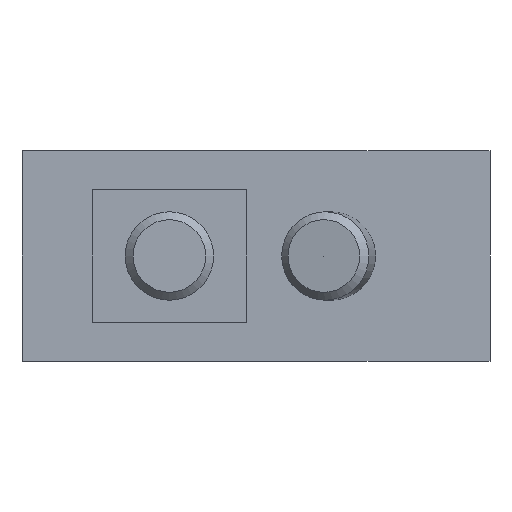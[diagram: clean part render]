
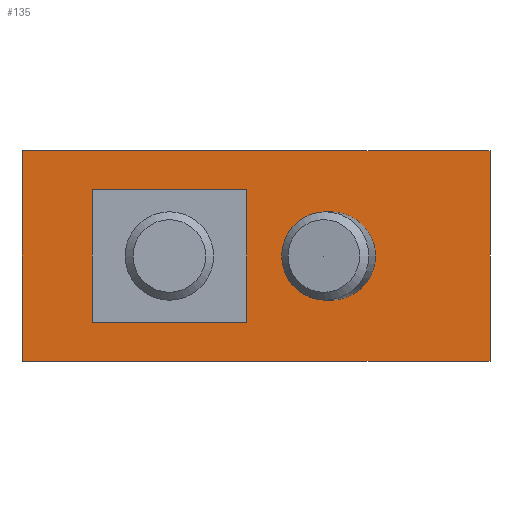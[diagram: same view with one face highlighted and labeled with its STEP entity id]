
A CAD part, front view. The second image highlights one B-rep face of the part: STEP entity #135.
In plain terms, the highlighted planar face has unit normal (0, -1, 0).
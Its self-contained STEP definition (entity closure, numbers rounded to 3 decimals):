
#135 = ADVANCED_FACE( '', ( #321, #322, #323 ), #324, .F. );
#321 = FACE_BOUND( '', #573, .T. );
#322 = FACE_BOUND( '', #574, .T. );
#323 = FACE_OUTER_BOUND( '', #575, .T. );
#324 = PLANE( '', #576 );
#573 = EDGE_LOOP( '', ( #917 ) );
#574 = EDGE_LOOP( '', ( #918, #919, #920, #921 ) );
#575 = EDGE_LOOP( '', ( #922, #923, #924, #925 ) );
#576 = AXIS2_PLACEMENT_3D( '', #926, #927, #928 );
#917 = ORIENTED_EDGE( '', *, *, #1498, .F. );
#918 = ORIENTED_EDGE( '', *, *, #1499, .F. );
#919 = ORIENTED_EDGE( '', *, *, #1422, .T. );
#920 = ORIENTED_EDGE( '', *, *, #1483, .F. );
#921 = ORIENTED_EDGE( '', *, *, #1500, .F. );
#922 = ORIENTED_EDGE( '', *, *, #1501, .T. );
#923 = ORIENTED_EDGE( '', *, *, #1502, .F. );
#924 = ORIENTED_EDGE( '', *, *, #1433, .F. );
#925 = ORIENTED_EDGE( '', *, *, #1503, .T. );
#926 = CARTESIAN_POINT( '', ( -20., 0., 14.25 ) );
#927 = DIRECTION( '', ( 0., 1., 0. ) );
#928 = DIRECTION( '', ( 0., 0., 1. ) );
#1422 = EDGE_CURVE( '', #1680, #1681, #1682, .T. );
#1433 = EDGE_CURVE( '', #1700, #1702, #1703, .T. );
#1483 = EDGE_CURVE( '', #1782, #1681, #1784, .T. );
#1498 = EDGE_CURVE( '', #1809, #1809, #1810, .F. );
#1499 = EDGE_CURVE( '', #1680, #1811, #1812, .T. );
#1500 = EDGE_CURVE( '', #1811, #1782, #1813, .T. );
#1501 = EDGE_CURVE( '', #1814, #1815, #1816, .T. );
#1502 = EDGE_CURVE( '', #1702, #1815, #1817, .T. );
#1503 = EDGE_CURVE( '', #1700, #1814, #1818, .T. );
#1680 = VERTEX_POINT( '', #2045 );
#1681 = VERTEX_POINT( '', #2046 );
#1682 = LINE( '', #2047, #2048 );
#1700 = VERTEX_POINT( '', #2074 );
#1702 = VERTEX_POINT( '', #2077 );
#1703 = LINE( '', #2078, #2079 );
#1782 = VERTEX_POINT( '', #2193 );
#1784 = LINE( '', #2196, #2197 );
#1809 = VERTEX_POINT( '', #2233 );
#1810 = ELLIPSE( '', #2234, 6.093, 6. );
#1811 = VERTEX_POINT( '', #2235 );
#1812 = LINE( '', #2236, #2237 );
#1813 = LINE( '', #2238, #2239 );
#1814 = VERTEX_POINT( '', #2240 );
#1815 = VERTEX_POINT( '', #2241 );
#1816 = LINE( '', #2242, #2243 );
#1817 = LINE( '', #2244, #2245 );
#1818 = LINE( '', #2246, #2247 );
#2045 = CARTESIAN_POINT( '', ( 10.5, 0., 6. ) );
#2046 = CARTESIAN_POINT( '', ( 10.5, 0., -6. ) );
#2047 = CARTESIAN_POINT( '', ( 10.5, 0., 14.25 ) );
#2048 = VECTOR( '', #2618, 1000. );
#2074 = CARTESIAN_POINT( '', ( -20., 0., 14.25 ) );
#2077 = CARTESIAN_POINT( '', ( 43.5, 0., 14.25 ) );
#2078 = CARTESIAN_POINT( '', ( -20., 0., 14.25 ) );
#2079 = VECTOR( '', #2628, 1000. );
#2193 = CARTESIAN_POINT( '', ( -10.5, 0., -6. ) );
#2196 = CARTESIAN_POINT( '', ( -20., 0., -6. ) );
#2197 = VECTOR( '', #2674, 1000. );
#2233 = CARTESIAN_POINT( '', ( 15.784, 0., 0. ) );
#2234 = AXIS2_PLACEMENT_3D( '', #2686, #2687, #2688 );
#2235 = CARTESIAN_POINT( '', ( -10.5, 0., 6. ) );
#2236 = CARTESIAN_POINT( '', ( -20., 0., 6. ) );
#2237 = VECTOR( '', #2689, 1000. );
#2238 = CARTESIAN_POINT( '', ( -10.5, 0., 14.25 ) );
#2239 = VECTOR( '', #2690, 1000. );
#2240 = CARTESIAN_POINT( '', ( -20., 0., -14.25 ) );
#2241 = CARTESIAN_POINT( '', ( 43.5, 0., -14.25 ) );
#2242 = CARTESIAN_POINT( '', ( -20., 0., -14.25 ) );
#2243 = VECTOR( '', #2691, 1000. );
#2244 = CARTESIAN_POINT( '', ( 43.5, 0., 14.25 ) );
#2245 = VECTOR( '', #2692, 1000. );
#2246 = CARTESIAN_POINT( '', ( -20., 0., 14.25 ) );
#2247 = VECTOR( '', #2693, 1000. );
#2618 = DIRECTION( '', ( 0., 0., -1. ) );
#2628 = DIRECTION( '', ( 1., 0., 0. ) );
#2674 = DIRECTION( '', ( 1., 0., 0. ) );
#2686 = CARTESIAN_POINT( '', ( 21.876, 0., 0. ) );
#2687 = DIRECTION( '', ( 0., 1., 0. ) );
#2688 = DIRECTION( '', ( -1., 0., 0. ) );
#2689 = DIRECTION( '', ( -1., 0., 0. ) );
#2690 = DIRECTION( '', ( 0., 0., -1. ) );
#2691 = DIRECTION( '', ( 1., 0., 0. ) );
#2692 = DIRECTION( '', ( 0., 0., -1. ) );
#2693 = DIRECTION( '', ( 0., 0., -1. ) );
